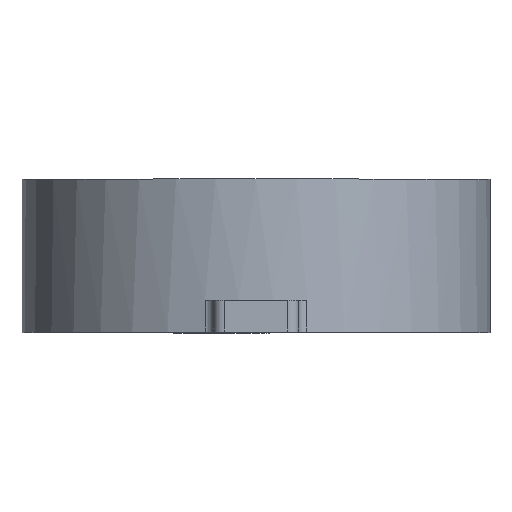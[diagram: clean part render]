
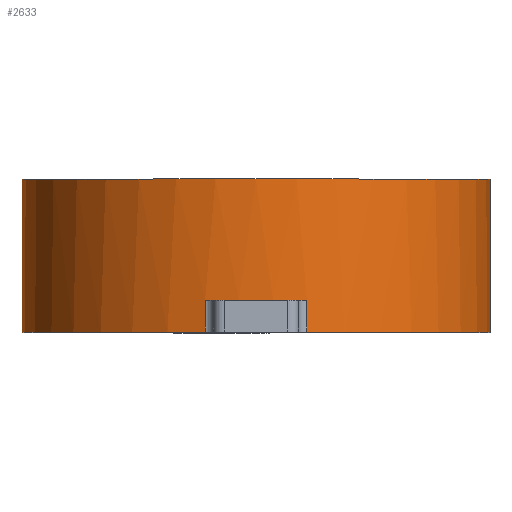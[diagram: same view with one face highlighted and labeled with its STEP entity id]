
A CAD part, top view. The second image highlights one B-rep face of the part: STEP entity #2633.
In plain terms, the highlighted cylindrical face has radius 5.5 mm (diameter 11 mm), a partial arc.
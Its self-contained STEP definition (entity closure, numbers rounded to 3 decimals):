
#49 = DIRECTION ( 'NONE',  ( 1., 0., 0. ) ) ;
#88 = CARTESIAN_POINT ( 'NONE',  ( -7.052, 7.899, 1.87 ) ) ;
#148 = EDGE_CURVE ( 'NONE', #3262, #184, #1334, .T. ) ;
#167 = ORIENTED_EDGE ( 'NONE', *, *, #1636, .F. ) ;
#184 = VERTEX_POINT ( 'NONE', #1408 ) ;
#232 = LINE ( 'NONE', #500, #1614 ) ;
#331 = VERTEX_POINT ( 'NONE', #1826 ) ;
#341 = EDGE_CURVE ( 'NONE', #1355, #331, #1517, .T. ) ;
#385 = ORIENTED_EDGE ( 'NONE', *, *, #2825, .T. ) ;
#411 = CARTESIAN_POINT ( 'NONE',  ( -4.661, 8.649, 1.87 ) ) ;
#433 = CARTESIAN_POINT ( 'NONE',  ( -5.857, 7.899, -3.499 ) ) ;
#500 = CARTESIAN_POINT ( 'NONE',  ( -7.052, 9.499, 1.87 ) ) ;
#532 = CARTESIAN_POINT ( 'NONE',  ( -11.357, 9.499, -3.499 ) ) ;
#542 = ORIENTED_EDGE ( 'NONE', *, *, #148, .T. ) ;
#557 = ORIENTED_EDGE ( 'NONE', *, *, #2638, .T. ) ;
#720 = CARTESIAN_POINT ( 'NONE',  ( -5.857, 8.649, -3.499 ) ) ;
#745 = CIRCLE ( 'NONE', #1692, 5.5 ) ;
#824 = DIRECTION ( 'NONE',  ( 0., -1., 0. ) ) ;
#879 = AXIS2_PLACEMENT_3D ( 'NONE', #3068, #824, #2494 ) ;
#952 = DIRECTION ( 'NONE',  ( 0., -1., 0. ) ) ;
#1108 = ORIENTED_EDGE ( 'NONE', *, *, #341, .F. ) ;
#1222 = CARTESIAN_POINT ( 'NONE',  ( -5.857, 9.499, -3.499 ) ) ;
#1240 = CARTESIAN_POINT ( 'NONE',  ( -11.357, 11.499, -3.499 ) ) ;
#1316 = CARTESIAN_POINT ( 'NONE',  ( -0.357, 11.499, -3.499 ) ) ;
#1334 = LINE ( 'NONE', #532, #1571 ) ;
#1355 = VERTEX_POINT ( 'NONE', #411 ) ;
#1379 = DIRECTION ( 'NONE',  ( 0., -1., 0. ) ) ;
#1408 = CARTESIAN_POINT ( 'NONE',  ( -11.357, 7.899, -3.499 ) ) ;
#1496 = EDGE_CURVE ( 'NONE', #1944, #331, #232, .T. ) ;
#1517 = CIRCLE ( 'NONE', #3426, 5.5 ) ;
#1536 = DIRECTION ( 'NONE',  ( 0., -1., 0. ) ) ;
#1553 = DIRECTION ( 'NONE',  ( 0., -1., 0. ) ) ;
#1571 = VECTOR ( 'NONE', #3047, 1000. ) ;
#1583 = VECTOR ( 'NONE', #2415, 1000. ) ;
#1614 = VECTOR ( 'NONE', #1916, 1000. ) ;
#1634 = ORIENTED_EDGE ( 'NONE', *, *, #3357, .F. ) ;
#1636 = EDGE_CURVE ( 'NONE', #2811, #1783, #745, .T. ) ;
#1638 = CARTESIAN_POINT ( 'NONE',  ( -4.661, 9.499, 1.87 ) ) ;
#1692 = AXIS2_PLACEMENT_3D ( 'NONE', #3450, #952, #49 ) ;
#1712 = CARTESIAN_POINT ( 'NONE',  ( -0.357, 7.899, -3.499 ) ) ;
#1783 = VERTEX_POINT ( 'NONE', #2550 ) ;
#1797 = DIRECTION ( 'NONE',  ( 1., 0., 0. ) ) ;
#1826 = CARTESIAN_POINT ( 'NONE',  ( -7.052, 8.649, 1.87 ) ) ;
#1839 = VECTOR ( 'NONE', #1379, 1000. ) ;
#1845 = DIRECTION ( 'NONE',  ( 0., -1., 0. ) ) ;
#1916 = DIRECTION ( 'NONE',  ( 0., 1., 0. ) ) ;
#1944 = VERTEX_POINT ( 'NONE', #88 ) ;
#1954 = VERTEX_POINT ( 'NONE', #1316 ) ;
#2056 = AXIS2_PLACEMENT_3D ( 'NONE', #1222, #1536, #2455 ) ;
#2240 = LINE ( 'NONE', #3232, #1839 ) ;
#2296 = EDGE_LOOP ( 'NONE', ( #385, #542, #3427, #2853, #1108, #557, #167, #1634 ) ) ;
#2364 = FACE_OUTER_BOUND ( 'NONE', #2296, .T. ) ;
#2415 = DIRECTION ( 'NONE',  ( 0., -1., 0. ) ) ;
#2455 = DIRECTION ( 'NONE',  ( 1., 0., 0. ) ) ;
#2494 = DIRECTION ( 'NONE',  ( 1., 0., 0. ) ) ;
#2550 = CARTESIAN_POINT ( 'NONE',  ( -4.661, 7.899, 1.87 ) ) ;
#2633 = ADVANCED_FACE ( 'NONE', ( #2364 ), #2879, .T. ) ;
#2638 = EDGE_CURVE ( 'NONE', #1355, #1783, #2963, .T. ) ;
#2796 = CIRCLE ( 'NONE', #879, 5.5 ) ;
#2811 = VERTEX_POINT ( 'NONE', #1712 ) ;
#2825 = EDGE_CURVE ( 'NONE', #1954, #3262, #2796, .T. ) ;
#2853 = ORIENTED_EDGE ( 'NONE', *, *, #1496, .T. ) ;
#2879 = CYLINDRICAL_SURFACE ( 'NONE', #2056, 5.5 ) ;
#2930 = AXIS2_PLACEMENT_3D ( 'NONE', #433, #1553, #1797 ) ;
#2963 = LINE ( 'NONE', #1638, #1583 ) ;
#3047 = DIRECTION ( 'NONE',  ( 0., -1., 0. ) ) ;
#3068 = CARTESIAN_POINT ( 'NONE',  ( -5.857, 11.499, -3.499 ) ) ;
#3103 = CIRCLE ( 'NONE', #2930, 5.5 ) ;
#3181 = DIRECTION ( 'NONE',  ( 1., 0., 0. ) ) ;
#3232 = CARTESIAN_POINT ( 'NONE',  ( -0.357, 9.499, -3.499 ) ) ;
#3262 = VERTEX_POINT ( 'NONE', #1240 ) ;
#3282 = EDGE_CURVE ( 'NONE', #1944, #184, #3103, .T. ) ;
#3357 = EDGE_CURVE ( 'NONE', #1954, #2811, #2240, .T. ) ;
#3426 = AXIS2_PLACEMENT_3D ( 'NONE', #720, #1845, #3181 ) ;
#3427 = ORIENTED_EDGE ( 'NONE', *, *, #3282, .F. ) ;
#3450 = CARTESIAN_POINT ( 'NONE',  ( -5.857, 7.899, -3.499 ) ) ;
